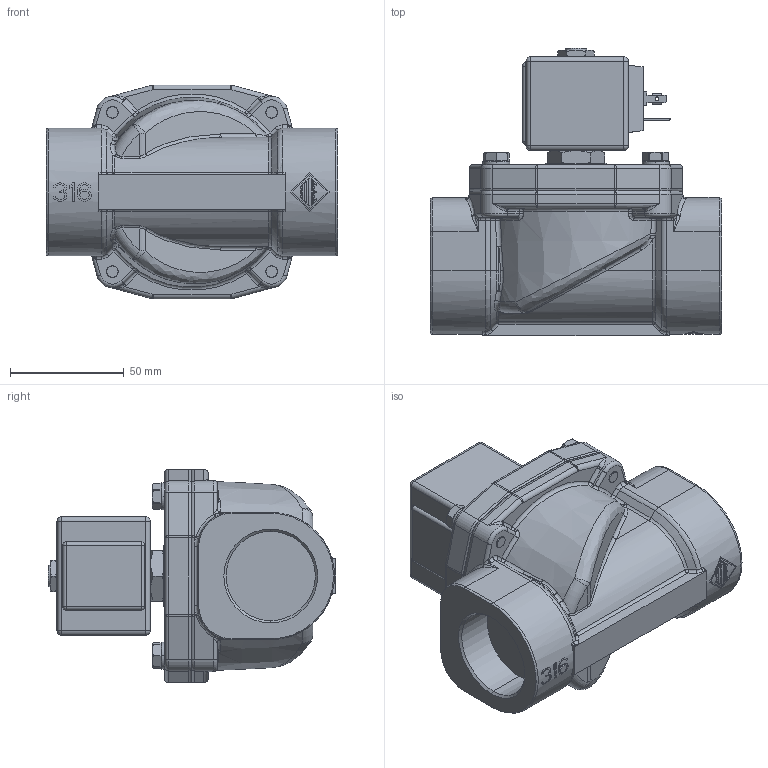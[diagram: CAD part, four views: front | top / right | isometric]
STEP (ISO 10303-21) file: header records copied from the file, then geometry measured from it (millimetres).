
FILE_DESCRIPTION((''),'2;1');
FILE_NAME('21IH7K1','2017-04-20T',('iacovoneb'),('O.D.E.'),'CREO PARAMETRIC BY PTC INC, 2016130','CREO PARAMETRIC BY PTC INC, 2016130','');
FILE_SCHEMA(('CONFIG_CONTROL_DESIGN'));
Length unit declared in the file: millimetre
Products named in the file (1): 21IH7K1
Bounding box: 128 x 126.2 x 94 mm (x, y, z)
Volume: 511465.3 mm3; surface area: 88224.1 mm2
Topology: 2 solids, 7 shells, 1726 faces, 3964 edges, 2279 vertices
Faces by surface type: plane 500, cylinder 456, bspline 368, torus 196, sphere 106, cone 100
Entity records: 64517 total; most frequent: CARTESIAN_POINT 25091, ORIENTED_EDGE 7852, DIRECTION 6886, EDGE_CURVE 3938, AXIS2_PLACEMENT_3D 2818, VERTEX_POINT 2263, EDGE_LOOP 1791, FACE_OUTER_BOUND 1726
